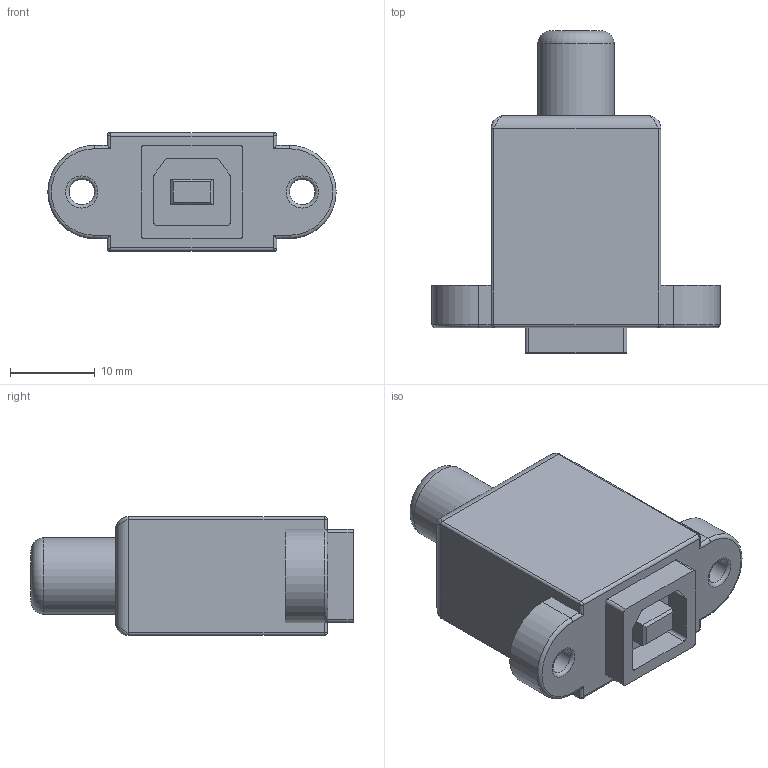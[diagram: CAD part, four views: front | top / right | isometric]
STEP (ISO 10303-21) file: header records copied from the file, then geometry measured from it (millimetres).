
FILE_DESCRIPTION(('FreeCAD Model'),'2;1');
FILE_NAME('Open CASCADE Shape Model','2025-11-27T23:57:41',('Author'),( ''),'Open CASCADE STEP processor 7.8','FreeCAD','Unknown');
FILE_SCHEMA(('AUTOMOTIVE_DESIGN { 1 0 10303 214 1 1 1 1 }'));
Length unit declared in the file: millimetre
Products named in the file (4): Port_USB_B_Panel; Body; Body001; Body002
Assembly tree (3 placements, depth 2):
  Port_USB_B_Panel
    Body
    Body001
    Body002
Bounding box: 34 x 38 x 14 mm (x, y, z)
Volume: 8389.1 mm3; surface area: 3294.1 mm2
Topology: 3 solids, 3 shells, 81 faces, 191 edges, 109 vertices
Faces by surface type: plane 35, cylinder 33, bspline 8, torus 5
Full cylindrical faces by diameter (mm): 3 x2, 9 x1
Entity records: 2885 total; most frequent: CARTESIAN_POINT 1034, ORIENTED_EDGE 366, DIRECTION 359, EDGE_CURVE 183, AXIS2_PLACEMENT_3D 123, LINE 113, VECTOR 113, VERTEX_POINT 109
